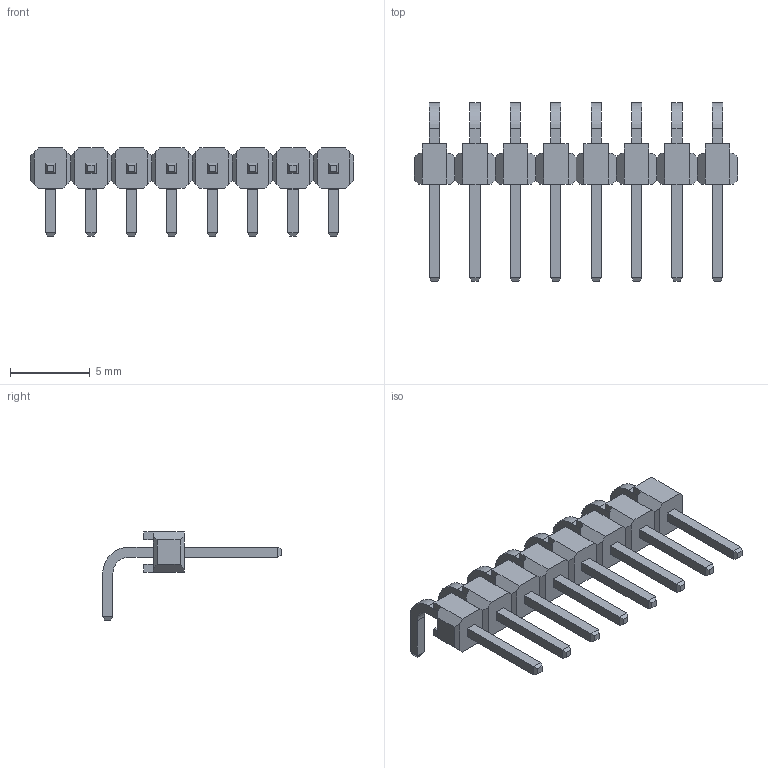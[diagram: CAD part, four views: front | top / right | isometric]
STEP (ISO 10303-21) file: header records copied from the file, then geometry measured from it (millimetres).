
FILE_DESCRIPTION(/* description */ (''),/* implementation_level */ '2;1');
FILE_NAME(/* name */ 'HARWIN M20-9960845.step',/* time_stamp */ '2022-09-20T16:35:25+01:00',/* author */ (''),/* organization */ (''),/* preprocessor_version */ 'ST-DEVELOPER v19',/* originating_system */ 'Autodesk Translation Framework v11.7.0.108',/* authorisation */ '');
FILE_SCHEMA (('AUTOMOTIVE_DESIGN { 1 0 10303 214 3 1 1 }'));
Length unit declared in the file: millimetre
Products named in the file (2): HARWIN M20-996XX45; M20-996-MOULD
Assembly tree (1 placements, depth 2):
  HARWIN M20-996XX45
    M20-996-MOULD
Bounding box: 20.32 x 11.22 x 5.54 mm (x, y, z)
Volume: 139.1 mm3; surface area: 519.3 mm2
Topology: 8 solids, 8 shells, 352 faces, 864 edges, 544 vertices
Faces by surface type: plane 336, cylinder 16
Entity records: 10288 total; most frequent: CARTESIAN_POINT 1763, ORIENTED_EDGE 1728, DIRECTION 1606, EDGE_CURVE 864, LINE 832, VECTOR 832, VERTEX_POINT 544, AXIS2_PLACEMENT_3D 387
